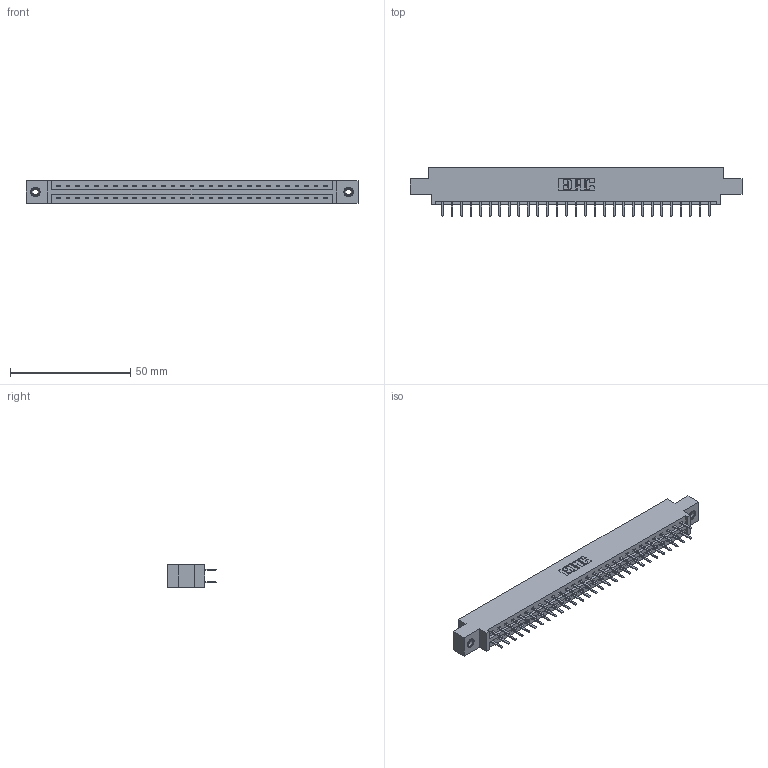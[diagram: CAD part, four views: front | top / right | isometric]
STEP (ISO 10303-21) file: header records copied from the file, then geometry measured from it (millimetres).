
FILE_DESCRIPTION (( 'STEP AP203' ), '1' );
FILE_NAME ('337-058-520-808.STEP', '2018-08-10T04:36:46', ( '' ), ( '' ), 'SwSTEP 2.0', 'SolidWorks 2016', '' );
FILE_SCHEMA (( 'CONFIG_CONTROL_DESIGN' ));
Length unit declared in the file: inch
Products named in the file (4): 337 Part_0.170 Offset - 0.156 Dia-TI; 345-292-001_345-293-120; 345-250-001_345-250-003-102; 337-058-520-808
Assembly tree (61 placements, depth 2):
  337-058-520-808
    337 Part_0.170 Offset - 0.156 Dia-TI
    345-292-001_345-293-120  x58
    345-250-001_345-250-003-102  x2
Bounding box: 137.92 x 20.02 x 9.4 mm (x, y, z)
Volume: 14212.7 mm3; surface area: 16000.3 mm2
Topology: 61 solids, 61 shells, 3542 faces, 10261 edges, 6678 vertices
Faces by surface type: plane 2426, cylinder 1100, cone 12, torus 4
Entity records: 25598 total; most frequent: CARTESIAN_POINT 4317, ORIENTED_EDGE 4234, DIRECTION 3715, EDGE_CURVE 2117, VECTOR 1965, LINE 1965, VERTEX_POINT 1404, AXIS2_PLACEMENT_3D 875
